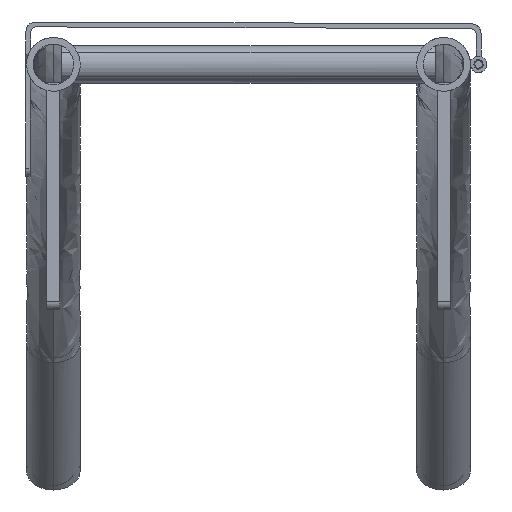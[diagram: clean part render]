
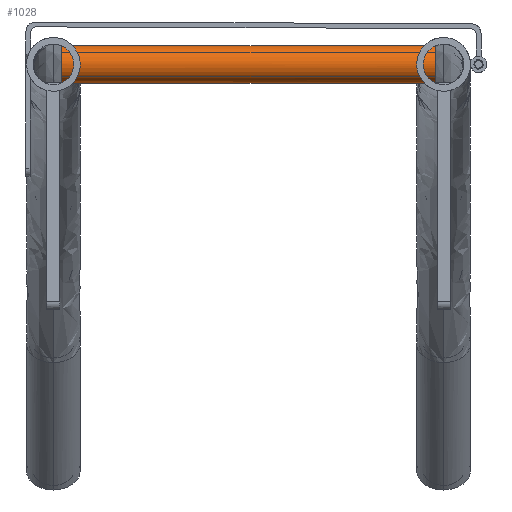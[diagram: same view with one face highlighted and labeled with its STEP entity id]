
A CAD part, front view. The second image highlights one B-rep face of the part: STEP entity #1028.
In plain terms, the highlighted free-form (B-spline) face has degree [2, 1] with [5, 2] control points.
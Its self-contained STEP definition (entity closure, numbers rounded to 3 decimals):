
#946 = VERTEX_POINT('',#947);
#947 = CARTESIAN_POINT('',(-154.574,134.413,
    -15.457));
#948 = VERTEX_POINT('',#949);
#949 = CARTESIAN_POINT('',(-154.574,134.413,
    15.457));
#957 = EDGE_CURVE('',#948,#946,#958,.T.);
#958 = ( BOUNDED_CURVE() B_SPLINE_CURVE(2,(#959,#960,#961,#962,#963),
.UNSPECIFIED.,.F.,.F.) B_SPLINE_CURVE_WITH_KNOTS((3,2,3),(0.,
1.571,3.142),.PIECEWISE_BEZIER_KNOTS.) CURVE() 
GEOMETRIC_REPRESENTATION_ITEM() RATIONAL_B_SPLINE_CURVE((1.,
0.707,1.,0.707,1.)) REPRESENTATION_ITEM('') );
#959 = CARTESIAN_POINT('',(-154.574,134.413,
    15.457));
#960 = CARTESIAN_POINT('',(-154.574,118.955,
    15.457));
#961 = CARTESIAN_POINT('',(-154.574,118.955,
    0.));
#962 = CARTESIAN_POINT('',(-154.574,118.955,
    -15.457));
#963 = CARTESIAN_POINT('',(-154.574,134.413,
    -15.457));
#995 = EDGE_CURVE('',#996,#948,#998,.T.);
#996 = VERTEX_POINT('',#997);
#997 = CARTESIAN_POINT('',(154.574,134.413,
    15.457));
#998 = B_SPLINE_CURVE_WITH_KNOTS('',1,(#999,#1000),.UNSPECIFIED.,.F.,.F.
  ,(2,2),(0.,230.),.PIECEWISE_BEZIER_KNOTS.);
#999 = CARTESIAN_POINT('',(154.574,134.413,
    15.457));
#1000 = CARTESIAN_POINT('',(-154.574,134.413,
    15.457));
#1003 = VERTEX_POINT('',#1004);
#1004 = CARTESIAN_POINT('',(154.574,134.413,
    -15.457));
#1012 = EDGE_CURVE('',#1003,#946,#1013,.T.);
#1013 = B_SPLINE_CURVE_WITH_KNOTS('',1,(#1014,#1015),.UNSPECIFIED.,.F.,
  .F.,(2,2),(0.,230.),.PIECEWISE_BEZIER_KNOTS.);
#1014 = CARTESIAN_POINT('',(154.574,134.413,
    -15.457));
#1015 = CARTESIAN_POINT('',(-154.574,134.413,
    -15.457));
#1028 = ADVANCED_FACE('',(#1029),#1042,.T.);
#1029 = FACE_BOUND('',#1030,.T.);
#1030 = EDGE_LOOP('',(#1031,#1032,#1040,#1041));
#1031 = ORIENTED_EDGE('',*,*,#1012,.F.);
#1032 = ORIENTED_EDGE('',*,*,#1033,.T.);
#1033 = EDGE_CURVE('',#1003,#996,#1034,.T.);
#1034 = ( BOUNDED_CURVE() B_SPLINE_CURVE(2,(#1035,#1036,#1037,#1038,
#1039),.UNSPECIFIED.,.F.,.F.) B_SPLINE_CURVE_WITH_KNOTS((3,2,3),(0.,
1.571,3.142),.PIECEWISE_BEZIER_KNOTS.) CURVE() 
GEOMETRIC_REPRESENTATION_ITEM() RATIONAL_B_SPLINE_CURVE((1.,
0.707,1.,0.707,1.)) REPRESENTATION_ITEM('') );
#1035 = CARTESIAN_POINT('',(154.574,134.413,
    -15.457));
#1036 = CARTESIAN_POINT('',(154.574,118.955,
    -15.457));
#1037 = CARTESIAN_POINT('',(154.574,118.955,
    0.));
#1038 = CARTESIAN_POINT('',(154.574,118.955,
    15.457));
#1039 = CARTESIAN_POINT('',(154.574,134.413,
    15.457));
#1040 = ORIENTED_EDGE('',*,*,#995,.T.);
#1041 = ORIENTED_EDGE('',*,*,#957,.T.);
#1042 = ( BOUNDED_SURFACE() B_SPLINE_SURFACE(2,1,(
    (#1043,#1044)
    ,(#1045,#1046)
    ,(#1047,#1048)
    ,(#1049,#1050)
    ,(#1051,#1052
)),.UNSPECIFIED.,.F.,.F.,.F.) B_SPLINE_SURFACE_WITH_KNOTS((3,2,3),(2,2),
  (3.142,4.712,6.283),(0.,230.),
.PIECEWISE_BEZIER_KNOTS.) GEOMETRIC_REPRESENTATION_ITEM() 
RATIONAL_B_SPLINE_SURFACE((
    (1.,1.)
    ,(0.707,0.707)
    ,(1.,1.)
    ,(0.707,0.707)
,(1.,1.))) REPRESENTATION_ITEM('') SURFACE() );
#1043 = CARTESIAN_POINT('',(-154.574,134.413,
    15.457));
#1044 = CARTESIAN_POINT('',(154.574,134.413,
    15.457));
#1045 = CARTESIAN_POINT('',(-154.574,118.955,
    15.457));
#1046 = CARTESIAN_POINT('',(154.574,118.955,
    15.457));
#1047 = CARTESIAN_POINT('',(-154.574,118.955,
    0.));
#1048 = CARTESIAN_POINT('',(154.574,118.955,
    0.));
#1049 = CARTESIAN_POINT('',(-154.574,118.955,
    -15.457));
#1050 = CARTESIAN_POINT('',(154.574,118.955,
    -15.457));
#1051 = CARTESIAN_POINT('',(-154.574,134.413,
    -15.457));
#1052 = CARTESIAN_POINT('',(154.574,134.413,
    -15.457));
